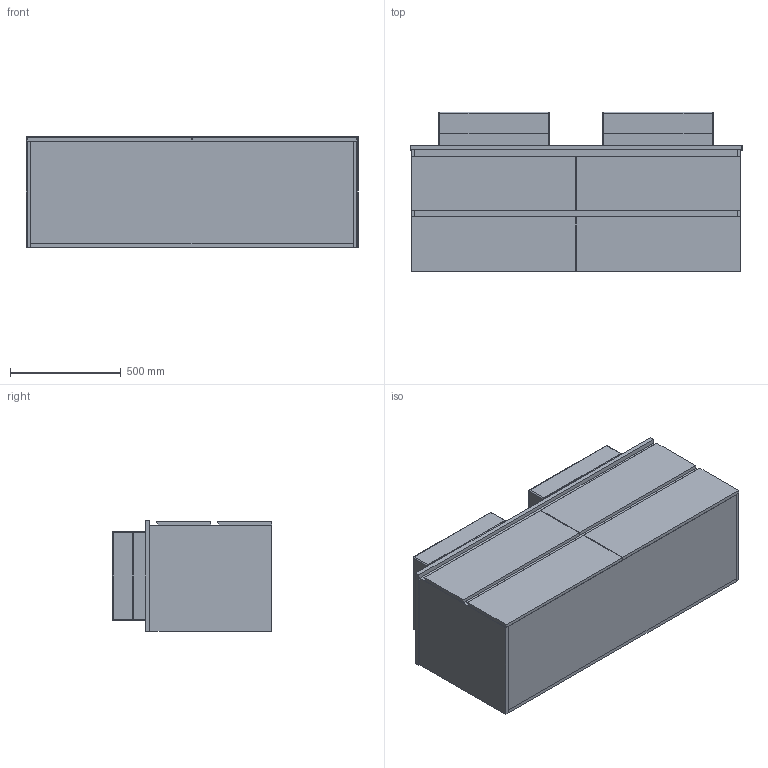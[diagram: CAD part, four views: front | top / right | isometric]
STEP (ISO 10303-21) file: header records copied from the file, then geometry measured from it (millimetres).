
FILE_DESCRIPTION (( 'STEP AP214' ), '1' );
FILE_NAME ('AD Twin Benchtop 1500D ASSEM.STEP', '2019-03-08T00:36:36', ( '' ), ( '' ), 'SwSTEP 2.0', 'SolidWorks 2015', '' );
FILE_SCHEMA (( 'AUTOMOTIVE_DESIGN' ));
Length unit declared in the file: millimetre
Products named in the file (11): 1500 slab top; Posh Solus Semi-Inset Basin; CERAMIC OVERFLOW COVER; 1500D semi inset top; AD Twin Benchtop 1500D; AD Twin Benchtop 1500D ASSEM; 1500D Above counter top ASSEM; 1500D semi inset top ASSEM; Posh Solus Counter Basin ASSEM; Posh Solus Counter Basin; Posh Solus Semi-Inset Basin ASSEM
Assembly tree (13 placements, depth 4):
  AD Twin Benchtop 1500D ASSEM
    AD Twin Benchtop 1500D
    1500D Above counter top ASSEM
      1500 slab top
      Posh Solus Counter Basin ASSEM  x2
        Posh Solus Counter Basin
        CERAMIC OVERFLOW COVER
    1500D semi inset top ASSEM
      1500D semi inset top
      Posh Solus Semi-Inset Basin ASSEM  x2
        Posh Solus Semi-Inset Basin
        CERAMIC OVERFLOW COVER
Bounding box: 1500 x 720 x 500 mm (x, y, z)
Volume: 120250852.1 mm3; surface area: 13334621.4 mm2
Topology: 19 solids, 19 shells, 466 faces, 1084 edges, 660 vertices
Faces by surface type: plane 280, cylinder 102, torus 32, bspline 28, sphere 24
Entity records: 8483 total; most frequent: CARTESIAN_POINT 2549, DIRECTION 1098, ORIENTED_EDGE 1060, EDGE_CURVE 530, AXIS2_PLACEMENT_3D 370, VECTOR 358, LINE 358, VERTEX_POINT 333
